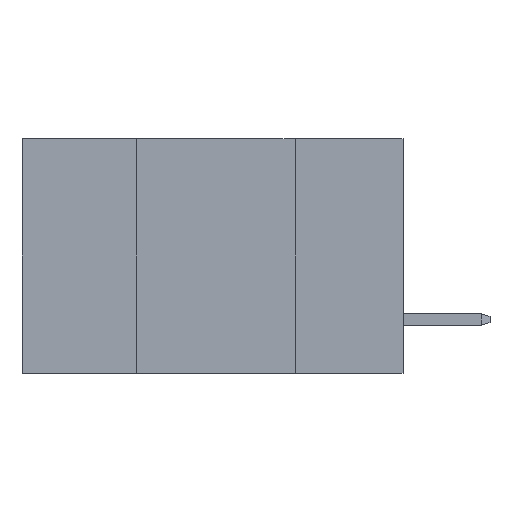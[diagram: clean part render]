
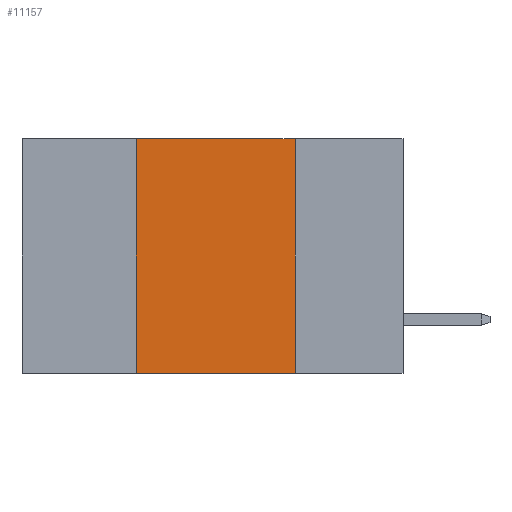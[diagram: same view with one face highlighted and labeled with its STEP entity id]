
A CAD part, left-side view. The second image highlights one B-rep face of the part: STEP entity #11157.
In plain terms, the highlighted planar face has unit normal (-1, 0, 0).
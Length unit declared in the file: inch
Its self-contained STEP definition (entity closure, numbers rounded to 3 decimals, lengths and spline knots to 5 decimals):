
#2659 = CARTESIAN_POINT ( 'NONE',  ( 0., 0.42, -0.37 ) ) ;
#3290 = FACE_OUTER_BOUND ( 'NONE', #16059, .T. ) ;
#3707 = LINE ( 'NONE', #12844, #6995 ) ;
#5279 = VERTEX_POINT ( 'NONE', #13001 ) ;
#5512 = ORIENTED_EDGE ( 'NONE', *, *, #13285, .F. ) ;
#6480 = CARTESIAN_POINT ( 'NONE',  ( 0., 0.17, 0. ) ) ;
#6995 = VECTOR ( 'NONE', #13138, 39.37008 ) ;
#7426 = DIRECTION ( 'NONE',  ( 0., 0., 1. ) ) ;
#10336 = EDGE_CURVE ( 'NONE', #25424, #15685, #10506, .T. ) ;
#10423 = ORIENTED_EDGE ( 'NONE', *, *, #26786, .F. ) ;
#10506 = LINE ( 'NONE', #12680, #17306 ) ;
#11157 = ADVANCED_FACE ( 'NONE', ( #3290 ), #24206, .F. ) ;
#12199 = VECTOR ( 'NONE', #29142, 39.37008 ) ;
#12680 = CARTESIAN_POINT ( 'NONE',  ( 0., 0.42, 0. ) ) ;
#12844 = CARTESIAN_POINT ( 'NONE',  ( 0., 0.6, -0.37 ) ) ;
#13001 = CARTESIAN_POINT ( 'NONE',  ( 0., 0.17, 0. ) ) ;
#13138 = DIRECTION ( 'NONE',  ( 0., -1., 0. ) ) ;
#13285 = EDGE_CURVE ( 'NONE', #5279, #15721, #22893, .T. ) ;
#14980 = ORIENTED_EDGE ( 'NONE', *, *, #19270, .T. ) ;
#15685 = VERTEX_POINT ( 'NONE', #27141 ) ;
#15721 = VERTEX_POINT ( 'NONE', #17071 ) ;
#16059 = EDGE_LOOP ( 'NONE', ( #5512, #10423, #16539, #14980 ) ) ;
#16063 = VECTOR ( 'NONE', #30166, 39.37008 ) ;
#16539 = ORIENTED_EDGE ( 'NONE', *, *, #10336, .F. ) ;
#17071 = CARTESIAN_POINT ( 'NONE',  ( 0., 0.17, -0.37 ) ) ;
#17306 = VECTOR ( 'NONE', #7426, 39.37008 ) ;
#17680 = DIRECTION ( 'NONE',  ( 0., 0., -1. ) ) ;
#19270 = EDGE_CURVE ( 'NONE', #25424, #15721, #3707, .T. ) ;
#19521 = LINE ( 'NONE', #28979, #12199 ) ;
#19990 = DIRECTION ( 'NONE',  ( 1., 0., 0. ) ) ;
#22893 = LINE ( 'NONE', #6480, #16063 ) ;
#23972 = AXIS2_PLACEMENT_3D ( 'NONE', #24348, #19990, #17680 ) ;
#24206 = PLANE ( 'NONE',  #23972 ) ;
#24348 = CARTESIAN_POINT ( 'NONE',  ( 0., 0.6, 0. ) ) ;
#25424 = VERTEX_POINT ( 'NONE', #2659 ) ;
#26786 = EDGE_CURVE ( 'NONE', #15685, #5279, #19521, .T. ) ;
#27141 = CARTESIAN_POINT ( 'NONE',  ( 0., 0.42, 0. ) ) ;
#28979 = CARTESIAN_POINT ( 'NONE',  ( 0., 0.6, 0. ) ) ;
#29142 = DIRECTION ( 'NONE',  ( 0., -1., 0. ) ) ;
#30166 = DIRECTION ( 'NONE',  ( 0., 0., -1. ) ) ;
